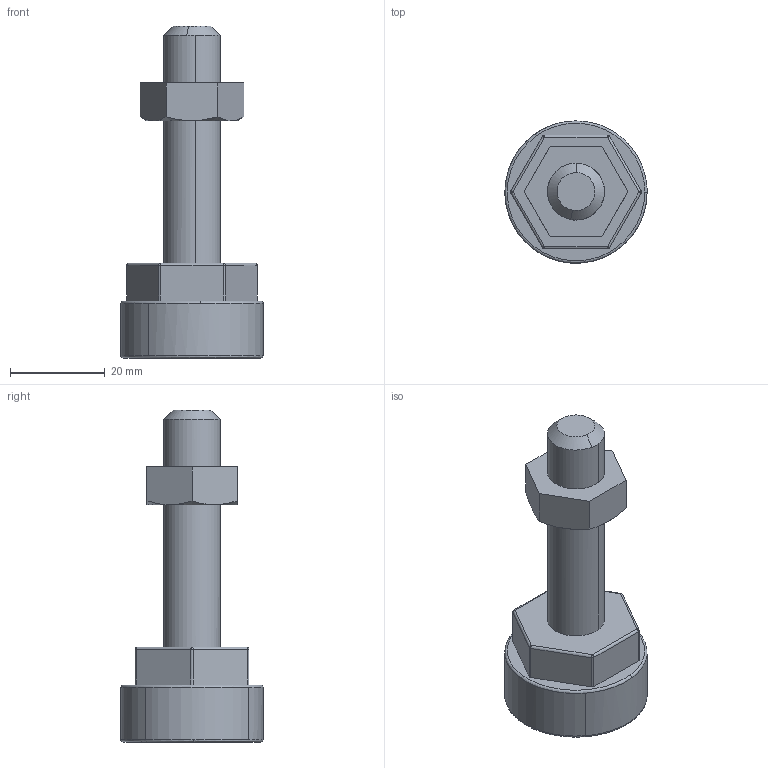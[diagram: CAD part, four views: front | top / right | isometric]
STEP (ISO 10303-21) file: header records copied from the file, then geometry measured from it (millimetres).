
FILE_DESCRIPTION((''),'2;1');
FILE_NAME('','2005-12-15T09:43:54',(''),(''),'','CADfix','');
FILE_SCHEMA(('AUTOMOTIVE_DESIGN'));
Length unit declared in the file: millimetre
Products named in the file (4): nut; foot; bolt; TM_94_7166_36
Assembly tree (3 placements, depth 2):
  TM_94_7166_36
    nut
    foot
    bolt
Bounding box: 30 x 29.99 x 70 mm (x, y, z)
Volume: 19617 mm3; surface area: 8066.4 mm2
Topology: 3 solids, 3 shells, 61 faces, 164 edges, 114 vertices
Faces by surface type: bspline 61
Entity records: 2236 total; most frequent: CARTESIAN_POINT 1238, ORIENTED_EDGE 328, EDGE_CURVE 164, VERTEX_POINT 114, EDGE_LOOP 68, FACE_OUTER_BOUND 61, ADVANCED_FACE 61, QUASI_UNIFORM_CURVE 58
